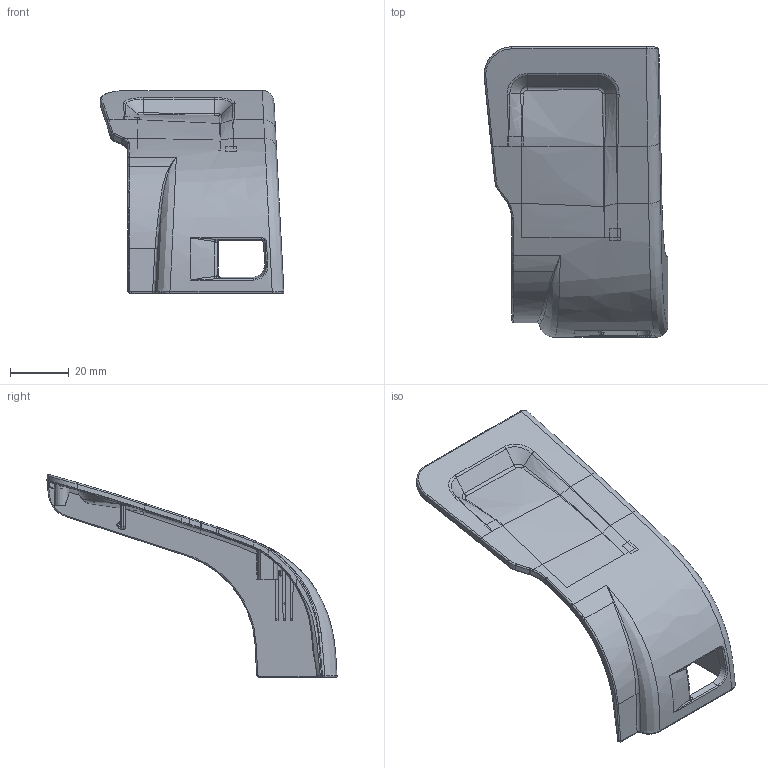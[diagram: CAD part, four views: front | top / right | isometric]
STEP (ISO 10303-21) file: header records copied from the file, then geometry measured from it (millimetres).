
FILE_DESCRIPTION(/* description */ (''),/* implementation_level */ '2;1');
FILE_NAME(/* name */ 'ba9f224a-d021-43c9-ae21-0afddccbc1e5.stp',/* time_stamp */ '2019-09-01T13:46:07-06:00',/* author */ ('sridharPR5JY'),/* organization */ (''),/* preprocessor_version */ 'ST-DEVELOPER v18',/* originating_system */ 'Autodesk Translation Framework v8.2.0.1029',/* authorisation */ '');
FILE_SCHEMA (('AUTOMOTIVE_DESIGN { 1 0 10303 214 3 1 1 }'));
Products named in the file (1): BUMP_COVER_FRONT_LEFT
Bounding box: 62.61 x 98.78 x 69.09 mm (x, y, z)
Volume: 14024.8 mm3; surface area: 19812.3 mm2
Topology: 1 solids, 1 shells, 524 faces, 1329 edges, 811 vertices
Faces by surface type: bspline 240, plane 157, cylinder 98, cone 19, torus 10
Entity records: 39224 total; most frequent: CARTESIAN_POINT 28296, ORIENTED_EDGE 2654, DIRECTION 1763, EDGE_CURVE 1327, VERTEX_POINT 811, AXIS2_PLACEMENT_3D 660, EDGE_LOOP 532, FACE_OUTER_BOUND 524
